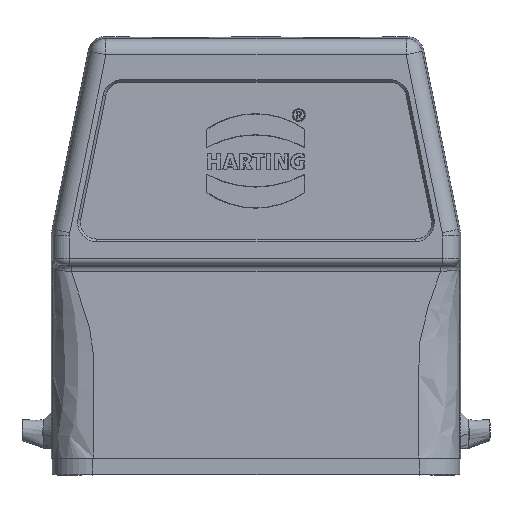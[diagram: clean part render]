
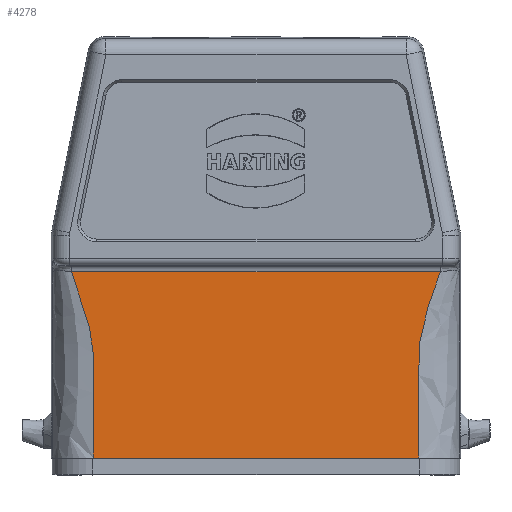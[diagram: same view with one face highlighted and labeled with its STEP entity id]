
A CAD part, front view. The second image highlights one B-rep face of the part: STEP entity #4278.
In plain terms, the highlighted planar face has unit normal (0, -1, 0).
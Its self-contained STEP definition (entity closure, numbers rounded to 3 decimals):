
#4233=CARTESIAN_POINT('',(0.0,-14.75,0.0));
#4234=DIRECTION('',(0.0,-1.0,0.0));
#4235=DIRECTION('',(0.0,0.0,-1.0));
#4236=AXIS2_PLACEMENT_3D('',#4233,#4234,#4235);
#4237=PLANE('',#4236);
#4238=CARTESIAN_POINT('',(24.902,-14.75,-11.7));
#4239=VERTEX_POINT('',#4238);
#4240=CARTESIAN_POINT('',(28.257,-14.75,16.85));
#4241=VERTEX_POINT('',#4240);
#4242=CARTESIAN_POINT('',(24.902,-14.75,-11.7));
#4243=CARTESIAN_POINT('',(24.902,-14.75,-6.775));
#4244=CARTESIAN_POINT('',(24.902,-14.75,-1.85));
#4245=CARTESIAN_POINT('',(24.902,-14.75,7.667));
#4246=CARTESIAN_POINT('',(26.524,-14.75,12.258));
#4247=CARTESIAN_POINT('',(28.257,-14.75,16.85));
#4248=B_SPLINE_CURVE_WITH_KNOTS('',3,(#4242,#4243,#4244,#4245,#4246,#4247),.UNSPECIFIED.,.F.,.U.,(4,2,4),(0.621,0.777,0.921),.UNSPECIFIED.);
#4249=EDGE_CURVE('',#4239,#4241,#4248,.T.);
#4250=ORIENTED_EDGE('',*,*,#4249,.T.);
#4251=CARTESIAN_POINT('',(-28.257,-14.75,16.85));
#4252=VERTEX_POINT('',#4251);
#4253=CARTESIAN_POINT('',(28.257,-14.75,16.85));
#4254=DIRECTION('',(-1.0,0.0,0.0));
#4255=VECTOR('',#4254,56.515);
#4256=LINE('',#4253,#4255);
#4257=EDGE_CURVE('',#4241,#4252,#4256,.T.);
#4258=ORIENTED_EDGE('',*,*,#4257,.T.);
#4259=CARTESIAN_POINT('',(-24.902,-14.75,-11.7));
#4260=VERTEX_POINT('',#4259);
#4261=CARTESIAN_POINT('',(-28.257,-14.75,16.85));
#4262=CARTESIAN_POINT('',(-26.524,-14.75,12.258));
#4263=CARTESIAN_POINT('',(-24.902,-14.75,7.667));
#4264=CARTESIAN_POINT('',(-24.902,-14.75,-1.85));
#4265=CARTESIAN_POINT('',(-24.902,-14.75,-6.775));
#4266=CARTESIAN_POINT('',(-24.902,-14.75,-11.7));
#4267=B_SPLINE_CURVE_WITH_KNOTS('',3,(#4261,#4262,#4263,#4264,#4265,#4266),.UNSPECIFIED.,.F.,.U.,(4,2,4),(0.079,0.223,0.379),.UNSPECIFIED.);
#4268=EDGE_CURVE('',#4252,#4260,#4267,.T.);
#4269=ORIENTED_EDGE('',*,*,#4268,.T.);
#4270=CARTESIAN_POINT('',(-24.902,-14.75,-11.7));
#4271=DIRECTION('',(1.0,0.0,0.0));
#4272=VECTOR('',#4271,49.803);
#4273=LINE('',#4270,#4272);
#4274=EDGE_CURVE('',#4260,#4239,#4273,.T.);
#4275=ORIENTED_EDGE('',*,*,#4274,.T.);
#4276=EDGE_LOOP('',(#4250,#4258,#4269,#4275));
#4277=FACE_OUTER_BOUND('',#4276,.T.);
#4278=ADVANCED_FACE('',(#4277),#4237,.T.);
